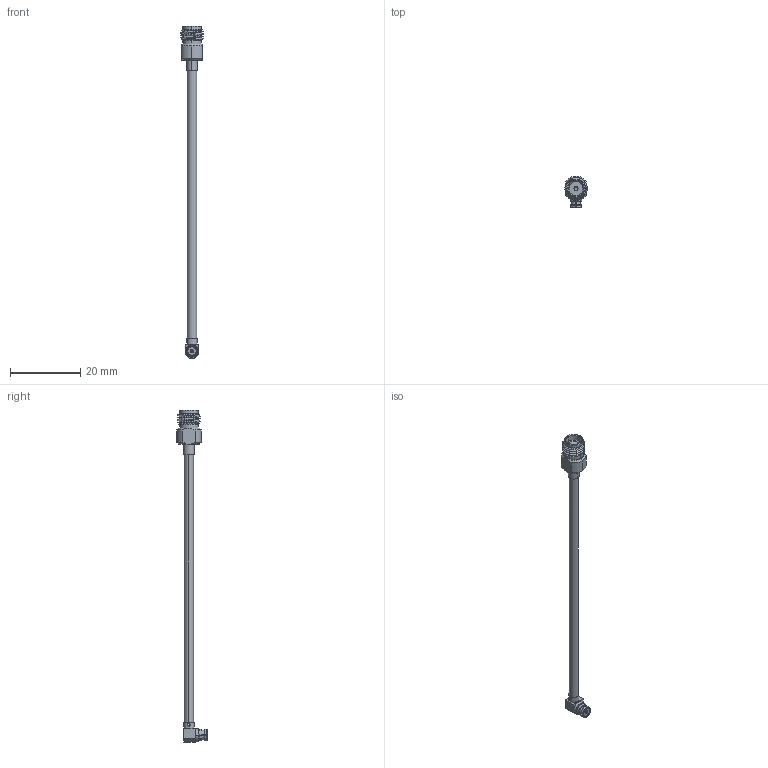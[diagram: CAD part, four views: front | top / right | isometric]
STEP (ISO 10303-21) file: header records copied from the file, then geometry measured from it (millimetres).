
FILE_DESCRIPTION (( 'STEP AP203' ), '1' );
FILE_NAME ('FMC1321085.step', '2019-09-18T17:20:31', ( '' ), ( '' ), 'SwSTEP 2.0', 'SolidWorks 2018', '' );
FILE_SCHEMA (( 'CONFIG_CONTROL_DESIGN' ));
Length unit declared in the file: inch
Products named in the file (4): FMC1321085; SC3519A_PHILIP; Coax Cable_FM-F086; SC5233
Assembly tree (3 placements, depth 2):
  FMC1321085
    Coax Cable_FM-F086
    SC3519A_PHILIP
    SC5233
Bounding box: 6.34 x 8.77 x 94.44 mm (x, y, z)
Volume: 755.5 mm3; surface area: 1311 mm2
Topology: 7 solids, 7 shells, 170 faces, 446 edges, 292 vertices
Faces by surface type: cylinder 68, plane 68, cone 31, bspline 3
Entity records: 7056 total; most frequent: CARTESIAN_POINT 2535, ORIENTED_EDGE 892, DIRECTION 841, EDGE_CURVE 446, AXIS2_PLACEMENT_3D 331, VERTEX_POINT 292, EDGE_LOOP 184, VECTOR 179
